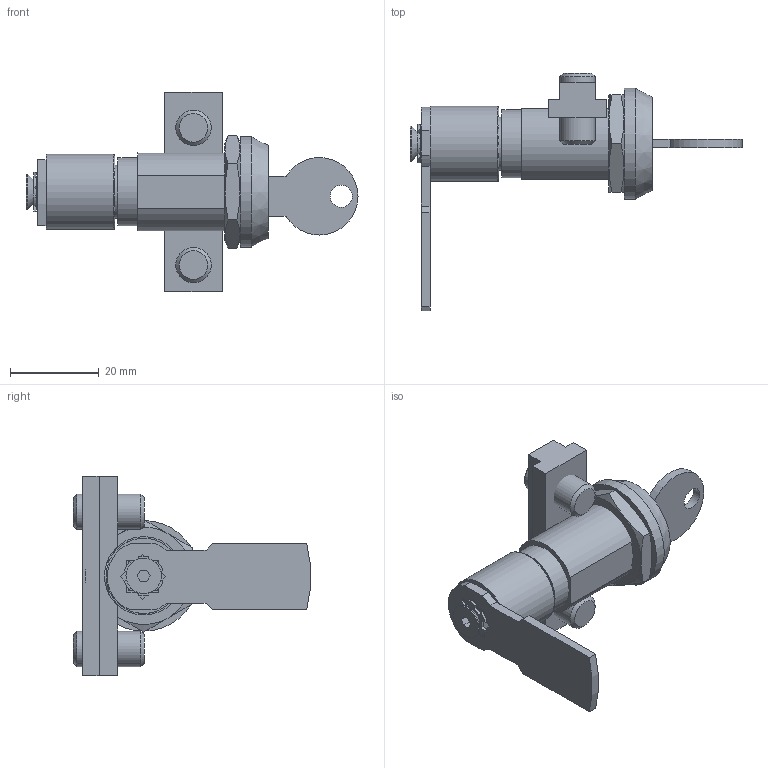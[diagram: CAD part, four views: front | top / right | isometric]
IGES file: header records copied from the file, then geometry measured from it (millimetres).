
Global section: file name: 620004.stp.iam; native system: Autodesk Inventor 2014; preprocessor: unknown; author: zeman; date: 20151016.110620; units: millimetre
Bounding box: 75 x 53.55 x 45 mm (x, y, z)
Volume: 19535.6 mm3; surface area: 15063.5 mm2
Topology: 12 solids, 12 shells, 233 faces, 583 edges, 381 vertices
Faces by surface type: plane 149, cylinder 30, revolution 27, cone 22, bspline 5
Full cylindrical faces by diameter (mm): 4 x1, 8 x4, 12 x1, 15.4 x1, 16.5 x1, 17 x1, 25 x1
